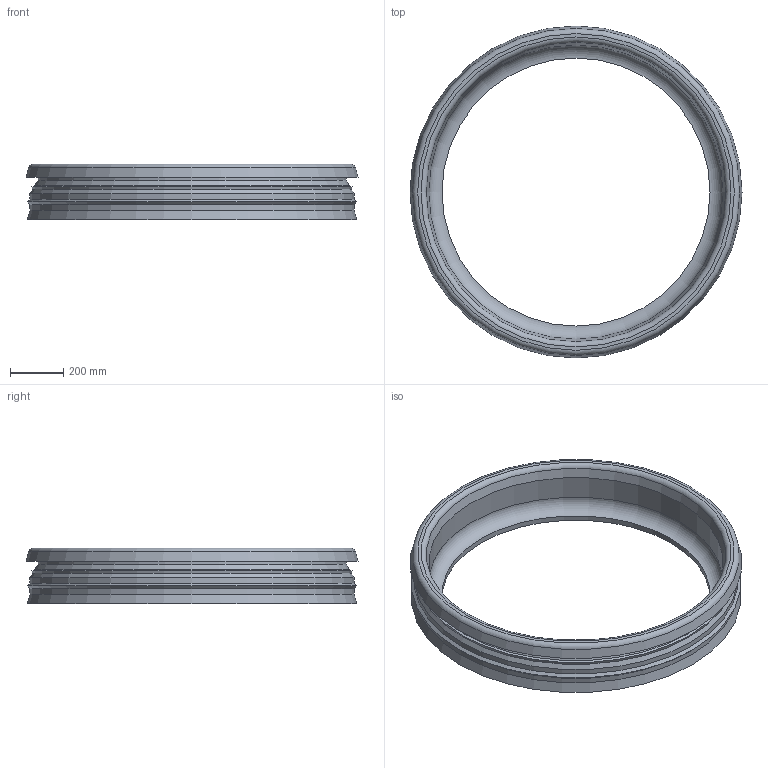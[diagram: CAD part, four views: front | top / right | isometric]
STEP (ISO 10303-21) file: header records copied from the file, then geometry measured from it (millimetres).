
FILE_DESCRIPTION(/* description */ (''),/* implementation_level */ '2;1');
FILE_NAME(/* name */ '00933.100X_3D.stp',/* time_stamp */ '2024-12-11T13:01:41+01:00',/* author */ ('CAD'),/* organization */ (''),/* preprocessor_version */ 'ST-DEVELOPER v20',/* originating_system */ 'AutoCAD Mechanical',/* authorisation */ '');
FILE_SCHEMA (('AUTOMOTIVE_DESIGN { 1 0 10303 214 3 1 1 }'));
Length unit declared in the file: centimetre
Products named in the file (1): Product
Bounding box: 1245 x 1245 x 210 mm (x, y, z)
Volume: 39654201.4 mm3; surface area: 2580447.1 mm2
Topology: 1 solids, 1 shells, 24 faces, 47 edges, 28 vertices
Faces by surface type: cone 10, plane 5, cylinder 5, torus 4
Full cylindrical faces by diameter (mm): 1005 x1, 1105 x1, 1155 x1, 1215 x2
Entity records: 650 total; most frequent: DIRECTION 129, CARTESIAN_POINT 100, ORIENTED_EDGE 94, AXIS2_PLACEMENT_3D 57, EDGE_CURVE 47, CIRCLE 32, EDGE_LOOP 29, VERTEX_POINT 28
